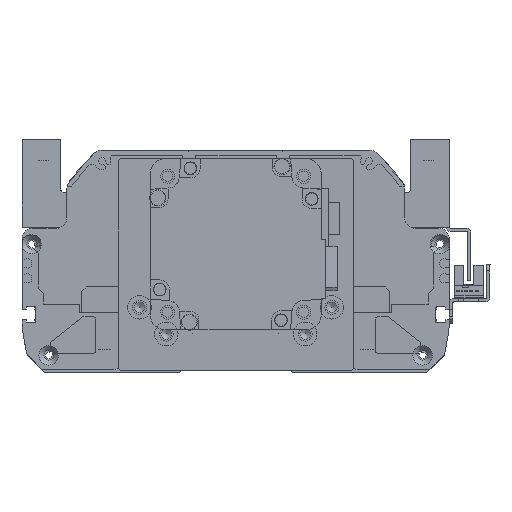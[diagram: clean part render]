
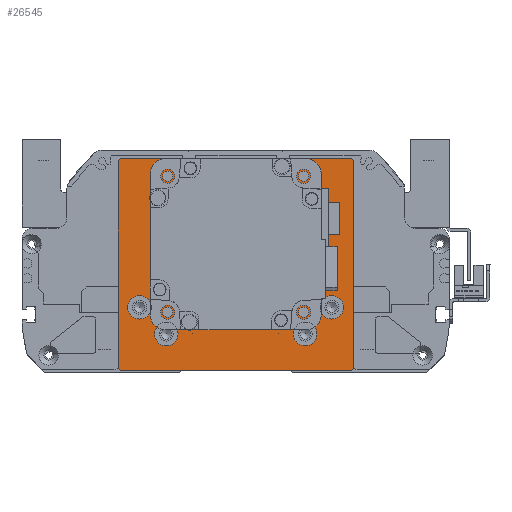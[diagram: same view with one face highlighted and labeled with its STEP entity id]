
A CAD part, front view. The second image highlights one B-rep face of the part: STEP entity #26545.
In plain terms, the highlighted face is planar.
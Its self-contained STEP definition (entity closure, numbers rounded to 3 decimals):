
#2138=FACE_BOUND('',#6309,.T.);
#2139=FACE_BOUND('',#6310,.T.);
#2140=FACE_BOUND('',#6311,.T.);
#2141=FACE_BOUND('',#6312,.T.);
#2142=FACE_BOUND('',#6313,.T.);
#2143=FACE_BOUND('',#6314,.T.);
#2144=FACE_BOUND('',#6315,.T.);
#2145=FACE_BOUND('',#6316,.T.);
#2146=FACE_BOUND('',#6317,.T.);
#3334=CIRCLE('',#29450,2.459);
#3335=CIRCLE('',#29453,2.459);
#3336=CIRCLE('',#29461,2.459);
#3337=CIRCLE('',#29463,2.459);
#3340=CIRCLE('',#29468,5.5);
#3343=CIRCLE('',#29474,5.5);
#3346=CIRCLE('',#29480,5.5);
#3349=CIRCLE('',#29486,5.5);
#3351=CIRCLE('',#29491,35.);
#4662=FACE_OUTER_BOUND('',#6308,.T.);
#6308=EDGE_LOOP('',(#24069,#24070,#24071,#24072,#24073,#24074,#24075,#24076));
#6309=EDGE_LOOP('',(#24077));
#6310=EDGE_LOOP('',(#24078));
#6311=EDGE_LOOP('',(#24079));
#6312=EDGE_LOOP('',(#24080));
#6313=EDGE_LOOP('',(#24081));
#6314=EDGE_LOOP('',(#24082));
#6315=EDGE_LOOP('',(#24083));
#6316=EDGE_LOOP('',(#24084));
#6317=EDGE_LOOP('',(#24085));
#8480=LINE('',#46576,#10703);
#8483=LINE('',#46585,#10706);
#8486=LINE('',#46590,#10709);
#8488=LINE('',#46593,#10711);
#8489=LINE('',#46596,#10712);
#8491=LINE('',#46600,#10714);
#8493=LINE('',#46604,#10716);
#8506=LINE('',#46666,#10729);
#10703=VECTOR('',#36540,10.);
#10706=VECTOR('',#36549,10.);
#10709=VECTOR('',#36554,10.);
#10711=VECTOR('',#36558,10.);
#10712=VECTOR('',#36561,10.);
#10714=VECTOR('',#36565,10.);
#10716=VECTOR('',#36569,10.);
#10729=VECTOR('',#36648,10.);
#13233=VERTEX_POINT('',#46569);
#13234=VERTEX_POINT('',#46573);
#13235=VERTEX_POINT('',#46575);
#13236=VERTEX_POINT('',#46579);
#13237=VERTEX_POINT('',#46583);
#13238=VERTEX_POINT('',#46584);
#13239=VERTEX_POINT('',#46589);
#13240=VERTEX_POINT('',#46595);
#13241=VERTEX_POINT('',#46599);
#13242=VERTEX_POINT('',#46603);
#13243=VERTEX_POINT('',#46607);
#13244=VERTEX_POINT('',#46611);
#13247=VERTEX_POINT('',#46620);
#13250=VERTEX_POINT('',#46631);
#13253=VERTEX_POINT('',#46642);
#13256=VERTEX_POINT('',#46653);
#13258=VERTEX_POINT('',#46662);
#16859=EDGE_CURVE('',#13233,#13233,#3334,.T.);
#16862=EDGE_CURVE('',#13235,#13234,#8480,.T.);
#16864=EDGE_CURVE('',#13236,#13236,#3335,.T.);
#16866=EDGE_CURVE('',#13237,#13238,#8483,.T.);
#16869=EDGE_CURVE('',#13239,#13238,#8486,.T.);
#16871=EDGE_CURVE('',#13239,#13234,#8488,.T.);
#16872=EDGE_CURVE('',#13235,#13240,#8489,.T.);
#16874=EDGE_CURVE('',#13241,#13240,#8491,.T.);
#16876=EDGE_CURVE('',#13241,#13242,#8493,.T.);
#16878=EDGE_CURVE('',#13243,#13243,#3336,.T.);
#16880=EDGE_CURVE('',#13244,#13244,#3337,.T.);
#16884=EDGE_CURVE('',#13247,#13247,#3340,.T.);
#16889=EDGE_CURVE('',#13250,#13250,#3343,.T.);
#16894=EDGE_CURVE('',#13253,#13253,#3346,.T.);
#16899=EDGE_CURVE('',#13256,#13256,#3349,.T.);
#16903=EDGE_CURVE('',#13258,#13258,#3351,.T.);
#16905=EDGE_CURVE('',#13237,#13242,#8506,.T.);
#24069=ORIENTED_EDGE('',*,*,#16866,.F.);
#24070=ORIENTED_EDGE('',*,*,#16905,.T.);
#24071=ORIENTED_EDGE('',*,*,#16876,.F.);
#24072=ORIENTED_EDGE('',*,*,#16874,.T.);
#24073=ORIENTED_EDGE('',*,*,#16872,.F.);
#24074=ORIENTED_EDGE('',*,*,#16862,.T.);
#24075=ORIENTED_EDGE('',*,*,#16871,.F.);
#24076=ORIENTED_EDGE('',*,*,#16869,.T.);
#24077=ORIENTED_EDGE('',*,*,#16878,.T.);
#24078=ORIENTED_EDGE('',*,*,#16864,.T.);
#24079=ORIENTED_EDGE('',*,*,#16880,.T.);
#24080=ORIENTED_EDGE('',*,*,#16859,.T.);
#24081=ORIENTED_EDGE('',*,*,#16884,.T.);
#24082=ORIENTED_EDGE('',*,*,#16889,.T.);
#24083=ORIENTED_EDGE('',*,*,#16894,.T.);
#24084=ORIENTED_EDGE('',*,*,#16899,.T.);
#24085=ORIENTED_EDGE('',*,*,#16903,.T.);
#25250=PLANE('',#29493);
#26545=ADVANCED_FACE('',(#4662,#2138,#2139,#2140,#2141,#2142,#2143,#2144,
#2145,#2146),#25250,.T.);
#29450=AXIS2_PLACEMENT_3D('',#46570,#36534,#36535);
#29453=AXIS2_PLACEMENT_3D('',#46580,#36544,#36545);
#29461=AXIS2_PLACEMENT_3D('',#46608,#36573,#36574);
#29463=AXIS2_PLACEMENT_3D('',#46612,#36578,#36579);
#29468=AXIS2_PLACEMENT_3D('',#46621,#36589,#36590);
#29474=AXIS2_PLACEMENT_3D('',#46632,#36603,#36604);
#29480=AXIS2_PLACEMENT_3D('',#46643,#36617,#36618);
#29486=AXIS2_PLACEMENT_3D('',#46654,#36631,#36632);
#29491=AXIS2_PLACEMENT_3D('',#46663,#36643,#36644);
#29493=AXIS2_PLACEMENT_3D('',#46667,#36649,#36650);
#36534=DIRECTION('center_axis',(0.,0.,-1.));
#36535=DIRECTION('ref_axis',(1.,0.,0.));
#36540=DIRECTION('',(-1.,0.,0.));
#36544=DIRECTION('center_axis',(0.,0.,-1.));
#36545=DIRECTION('ref_axis',(1.,0.,0.));
#36549=DIRECTION('',(-0.707,0.707,0.));
#36554=DIRECTION('',(0.,-1.,0.));
#36558=DIRECTION('',(0.707,0.707,0.));
#36561=DIRECTION('',(0.707,-0.707,0.));
#36565=DIRECTION('',(0.,1.,0.));
#36569=DIRECTION('',(-0.707,-0.707,0.));
#36573=DIRECTION('center_axis',(0.,0.,-1.));
#36574=DIRECTION('ref_axis',(1.,0.,0.));
#36578=DIRECTION('center_axis',(0.,0.,-1.));
#36579=DIRECTION('ref_axis',(1.,0.,0.));
#36589=DIRECTION('center_axis',(0.,0.,-1.));
#36590=DIRECTION('ref_axis',(1.,0.,0.));
#36603=DIRECTION('center_axis',(0.,0.,-1.));
#36604=DIRECTION('ref_axis',(1.,0.,0.));
#36617=DIRECTION('center_axis',(0.,0.,-1.));
#36618=DIRECTION('ref_axis',(1.,0.,0.));
#36631=DIRECTION('center_axis',(0.,0.,-1.));
#36632=DIRECTION('ref_axis',(1.,0.,0.));
#36643=DIRECTION('center_axis',(0.,0.,-1.));
#36644=DIRECTION('ref_axis',(1.,0.,0.));
#36648=DIRECTION('',(1.,0.,0.));
#36649=DIRECTION('center_axis',(0.,0.,1.));
#36650=DIRECTION('ref_axis',(1.,0.,0.));
#46569=CARTESIAN_POINT('',(29.361,41.32,89.));
#46570=CARTESIAN_POINT('Origin',(31.82,41.32,89.));
#46573=CARTESIAN_POINT('',(-54.,49.5,89.));
#46575=CARTESIAN_POINT('',(54.,49.5,89.));
#46576=CARTESIAN_POINT('',(55.,49.5,89.));
#46579=CARTESIAN_POINT('',(-34.278,41.32,89.));
#46580=CARTESIAN_POINT('Origin',(-31.82,41.32,89.));
#46583=CARTESIAN_POINT('',(-54.,-49.5,89.));
#46584=CARTESIAN_POINT('',(-55.,-48.5,89.));
#46585=CARTESIAN_POINT('',(-53.125,-50.375,89.));
#46589=CARTESIAN_POINT('',(-55.,48.5,89.));
#46590=CARTESIAN_POINT('',(-55.,49.5,89.));
#46593=CARTESIAN_POINT('',(-53.125,50.375,89.));
#46595=CARTESIAN_POINT('',(55.,48.5,89.));
#46596=CARTESIAN_POINT('',(53.125,50.375,89.));
#46599=CARTESIAN_POINT('',(55.,-48.5,89.));
#46600=CARTESIAN_POINT('',(55.,-49.5,89.));
#46603=CARTESIAN_POINT('',(54.,-49.5,89.));
#46604=CARTESIAN_POINT('',(53.125,-50.375,89.));
#46607=CARTESIAN_POINT('',(29.361,-22.32,89.));
#46608=CARTESIAN_POINT('Origin',(31.82,-22.32,89.));
#46611=CARTESIAN_POINT('',(-34.278,-22.32,89.));
#46612=CARTESIAN_POINT('Origin',(-31.82,-22.32,89.));
#46620=CARTESIAN_POINT('',(27.,-32.5,89.));
#46621=CARTESIAN_POINT('Origin',(32.5,-32.5,89.));
#46631=CARTESIAN_POINT('',(-50.5,-20.,89.));
#46632=CARTESIAN_POINT('Origin',(-45.,-20.,89.));
#46642=CARTESIAN_POINT('',(-38.,-32.5,89.));
#46643=CARTESIAN_POINT('Origin',(-32.5,-32.5,89.));
#46653=CARTESIAN_POINT('',(39.5,-20.,89.));
#46654=CARTESIAN_POINT('Origin',(45.,-20.,89.));
#46662=CARTESIAN_POINT('',(-35.,9.5,89.));
#46663=CARTESIAN_POINT('Origin',(0.,9.5,89.));
#46666=CARTESIAN_POINT('',(-55.,-49.5,89.));
#46667=CARTESIAN_POINT('Origin',(0.,0.,
89.));
